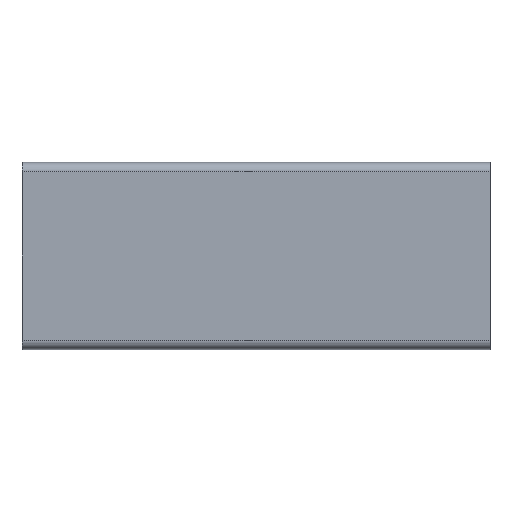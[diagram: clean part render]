
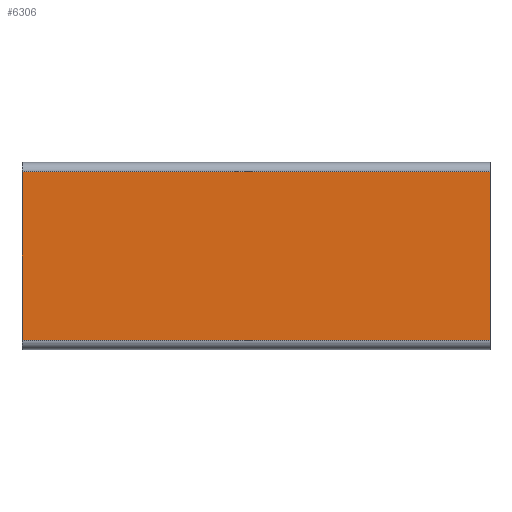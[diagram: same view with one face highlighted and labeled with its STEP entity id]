
A CAD part, left-side view. The second image highlights one B-rep face of the part: STEP entity #6306.
In plain terms, the highlighted planar face has unit normal (-1, 0, 0).
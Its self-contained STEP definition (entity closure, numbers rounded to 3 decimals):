
#167=PLANE('',#6904);
#456=FACE_OUTER_BOUND('',#778,.T.);
#778=EDGE_LOOP('',(#5025,#5026,#5027,#5028));
#1362=LINE('',#10501,#1970);
#1363=LINE('',#10505,#1971);
#1364=LINE('',#10507,#1972);
#1365=LINE('',#10508,#1973);
#1970=VECTOR('',#8598,200.);
#1971=VECTOR('',#8603,72.);
#1972=VECTOR('',#8604,200.);
#1973=VECTOR('',#8605,72.);
#2935=VERTEX_POINT('',#10498);
#2936=VERTEX_POINT('',#10500);
#2937=VERTEX_POINT('',#10504);
#2938=VERTEX_POINT('',#10506);
#3823=EDGE_CURVE('',#2935,#2936,#1362,.T.);
#3825=EDGE_CURVE('',#2935,#2937,#1363,.T.);
#3826=EDGE_CURVE('',#2937,#2938,#1364,.T.);
#3827=EDGE_CURVE('',#2936,#2938,#1365,.T.);
#5025=ORIENTED_EDGE('',*,*,#3825,.T.);
#5026=ORIENTED_EDGE('',*,*,#3826,.T.);
#5027=ORIENTED_EDGE('',*,*,#3827,.F.);
#5028=ORIENTED_EDGE('',*,*,#3823,.F.);
#6306=ADVANCED_FACE('',(#456),#167,.T.);
#6904=AXIS2_PLACEMENT_3D('',#10503,#8601,#8602);
#8598=DIRECTION('',(0.,-1.,0.));
#8601=DIRECTION('center_axis',(-1.,0.,0.));
#8602=DIRECTION('ref_axis',(0.,0.,1.));
#8603=DIRECTION('',(0.,0.,-1.));
#8604=DIRECTION('',(0.,-1.,0.));
#8605=DIRECTION('',(0.,0.,-1.));
#10498=CARTESIAN_POINT('',(-40.,200.,36.));
#10500=CARTESIAN_POINT('',(-40.,0.,36.));
#10501=CARTESIAN_POINT('',(-40.,0.,36.));
#10503=CARTESIAN_POINT('Origin',(-40.,0.,-36.));
#10504=CARTESIAN_POINT('',(-40.,200.,-36.));
#10505=CARTESIAN_POINT('',(-40.,200.,-18.));
#10506=CARTESIAN_POINT('',(-40.,0.,-36.));
#10507=CARTESIAN_POINT('',(-40.,0.,-36.));
#10508=CARTESIAN_POINT('',(-40.,0.,-18.));
